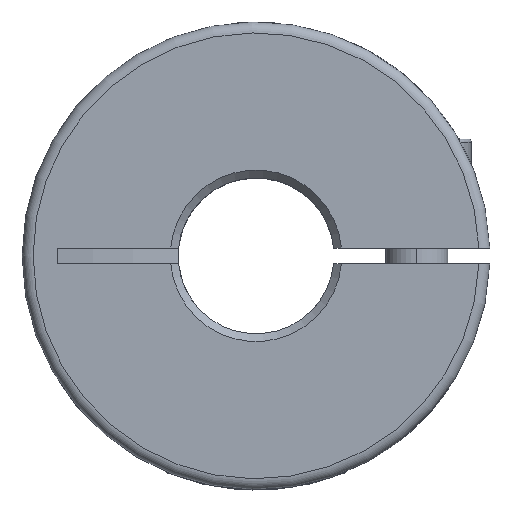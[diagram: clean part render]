
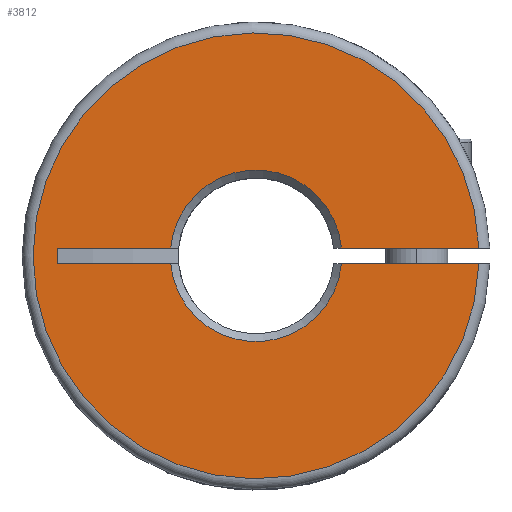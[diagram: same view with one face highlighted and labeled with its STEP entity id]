
A CAD part, top view. The second image highlights one B-rep face of the part: STEP entity #3812.
In plain terms, the highlighted planar face has unit normal (0, 0, 1).
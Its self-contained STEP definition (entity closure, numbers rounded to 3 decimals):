
#23 = DIRECTION ( 'NONE',  ( 0., 0., 1. ) ) ;
#66 = LINE ( 'NONE', #3249, #3333 ) ;
#135 = ORIENTED_EDGE ( 'NONE', *, *, #2307, .T. ) ;
#186 = AXIS2_PLACEMENT_3D ( 'NONE', #1366, #3474, #2818 ) ;
#205 = CARTESIAN_POINT ( 'NONE',  ( 0., 0., 11.25 ) ) ;
#405 = VECTOR ( 'NONE', #1361, 1000. ) ;
#416 = VECTOR ( 'NONE', #643, 1000. ) ;
#633 = CIRCLE ( 'NONE', #3039, 14.3 ) ;
#643 = DIRECTION ( 'NONE',  ( -1., 0., 0. ) ) ;
#785 = EDGE_CURVE ( 'NONE', #3121, #1913, #2320, .T. ) ;
#791 = VECTOR ( 'NONE', #1059, 1000. ) ;
#874 = EDGE_CURVE ( 'NONE', #1259, #1306, #3556, .T. ) ;
#996 = CIRCLE ( 'NONE', #186, 5.5 ) ;
#1018 = DIRECTION ( 'NONE',  ( 1., 0., 0. ) ) ;
#1052 = ORIENTED_EDGE ( 'NONE', *, *, #3085, .T. ) ;
#1055 = VERTEX_POINT ( 'NONE', #2608 ) ;
#1059 = DIRECTION ( 'NONE',  ( 0., -1., 0. ) ) ;
#1085 = DIRECTION ( 'NONE',  ( -1., 0., 0. ) ) ;
#1109 = LINE ( 'NONE', #2217, #791 ) ;
#1138 = CARTESIAN_POINT ( 'NONE',  ( -12.717, -0.5, 11.25 ) ) ;
#1217 = CARTESIAN_POINT ( 'NONE',  ( 0., 0.5, 11.25 ) ) ;
#1259 = VERTEX_POINT ( 'NONE', #2450 ) ;
#1306 = VERTEX_POINT ( 'NONE', #1664 ) ;
#1332 = CARTESIAN_POINT ( 'NONE',  ( 14.291, 0.5, 11.25 ) ) ;
#1361 = DIRECTION ( 'NONE',  ( -1., 0., 0. ) ) ;
#1366 = CARTESIAN_POINT ( 'NONE',  ( 0., 0., 11.25 ) ) ;
#1398 = ORIENTED_EDGE ( 'NONE', *, *, #3254, .T. ) ;
#1417 = LINE ( 'NONE', #1713, #405 ) ;
#1440 = PLANE ( 'NONE',  #1454 ) ;
#1454 = AXIS2_PLACEMENT_3D ( 'NONE', #2501, #23, #4304 ) ;
#1563 = CARTESIAN_POINT ( 'NONE',  ( -5.477, 0.5, 11.25 ) ) ;
#1628 = DIRECTION ( 'NONE',  ( 1., 0., 0. ) ) ;
#1664 = CARTESIAN_POINT ( 'NONE',  ( -5.477, -0.5, 11.25 ) ) ;
#1680 = VECTOR ( 'NONE', #2656, 1000. ) ;
#1713 = CARTESIAN_POINT ( 'NONE',  ( 0., 0.5, 11.25 ) ) ;
#1714 = DIRECTION ( 'NONE',  ( 0., 0., -1. ) ) ;
#1913 = VERTEX_POINT ( 'NONE', #2467 ) ;
#2153 = CARTESIAN_POINT ( 'NONE',  ( 14.291, -0.5, 11.25 ) ) ;
#2217 = CARTESIAN_POINT ( 'NONE',  ( -12.717, -0.5, 11.25 ) ) ;
#2307 = EDGE_CURVE ( 'NONE', #2939, #1913, #996, .T. ) ;
#2320 = LINE ( 'NONE', #1217, #1680 ) ;
#2413 = VERTEX_POINT ( 'NONE', #2153 ) ;
#2448 = LINE ( 'NONE', #3802, #416 ) ;
#2450 = CARTESIAN_POINT ( 'NONE',  ( 5.477, -0.5, 11.25 ) ) ;
#2467 = CARTESIAN_POINT ( 'NONE',  ( 5.477, 0.5, 11.25 ) ) ;
#2478 = CARTESIAN_POINT ( 'NONE',  ( 0., 0., 11.25 ) ) ;
#2501 = CARTESIAN_POINT ( 'NONE',  ( 0., 0., 11.25 ) ) ;
#2565 = ORIENTED_EDGE ( 'NONE', *, *, #3189, .F. ) ;
#2608 = CARTESIAN_POINT ( 'NONE',  ( -12.717, 0.5, 11.25 ) ) ;
#2650 = DIRECTION ( 'NONE',  ( 0., 0., 1. ) ) ;
#2656 = DIRECTION ( 'NONE',  ( -1., 0., 0. ) ) ;
#2757 = VERTEX_POINT ( 'NONE', #1138 ) ;
#2787 = FACE_OUTER_BOUND ( 'NONE', #4494, .T. ) ;
#2818 = DIRECTION ( 'NONE',  ( 1., 0., 0. ) ) ;
#2939 = VERTEX_POINT ( 'NONE', #1563 ) ;
#2982 = ORIENTED_EDGE ( 'NONE', *, *, #4109, .F. ) ;
#3004 = EDGE_CURVE ( 'NONE', #3121, #2413, #633, .T. ) ;
#3039 = AXIS2_PLACEMENT_3D ( 'NONE', #205, #2650, #1628 ) ;
#3085 = EDGE_CURVE ( 'NONE', #2413, #1259, #2448, .T. ) ;
#3121 = VERTEX_POINT ( 'NONE', #1332 ) ;
#3189 = EDGE_CURVE ( 'NONE', #1055, #2757, #1109, .T. ) ;
#3190 = AXIS2_PLACEMENT_3D ( 'NONE', #2478, #1714, #1018 ) ;
#3249 = CARTESIAN_POINT ( 'NONE',  ( 0., -0.5, 11.25 ) ) ;
#3254 = EDGE_CURVE ( 'NONE', #1306, #2757, #66, .T. ) ;
#3333 = VECTOR ( 'NONE', #1085, 1000. ) ;
#3474 = DIRECTION ( 'NONE',  ( 0., 0., -1. ) ) ;
#3556 = CIRCLE ( 'NONE', #3190, 5.5 ) ;
#3766 = ORIENTED_EDGE ( 'NONE', *, *, #785, .F. ) ;
#3802 = CARTESIAN_POINT ( 'NONE',  ( 0., -0.5, 11.25 ) ) ;
#3812 = ADVANCED_FACE ( 'NONE', ( #2787 ), #1440, .T. ) ;
#4109 = EDGE_CURVE ( 'NONE', #2939, #1055, #1417, .T. ) ;
#4126 = ORIENTED_EDGE ( 'NONE', *, *, #874, .T. ) ;
#4156 = ORIENTED_EDGE ( 'NONE', *, *, #3004, .T. ) ;
#4304 = DIRECTION ( 'NONE',  ( 1., 0., 0. ) ) ;
#4494 = EDGE_LOOP ( 'NONE', ( #4156, #1052, #4126, #1398, #2565, #2982, #135, #3766 ) ) ;
